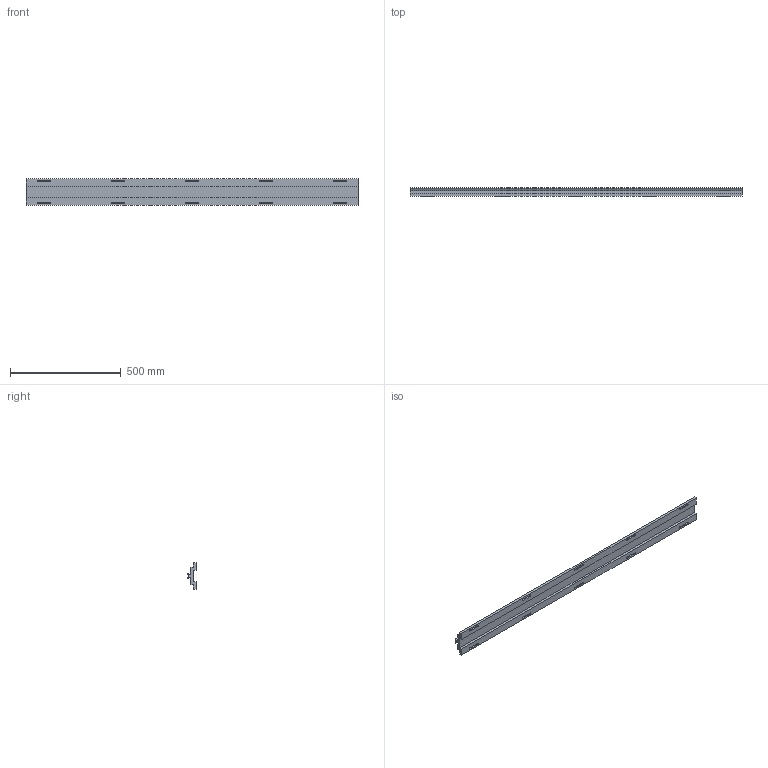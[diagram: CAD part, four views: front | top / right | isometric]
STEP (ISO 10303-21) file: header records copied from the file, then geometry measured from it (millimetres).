
FILE_DESCRIPTION (( 'STEP AP203' ), '1' );
FILE_NAME ('RAOB15-1.STEP', '2022-07-20T09:07:08', ( '' ), ( '' ), 'SwSTEP 2.0', 'SolidWorks 2021', '' );
FILE_SCHEMA (( 'CONFIG_CONTROL_DESIGN' ));
Length unit declared in the file: millimetre
Products named in the file (1): RAOB15-1
Bounding box: 1500 x 37 x 120 mm (x, y, z)
Surface area: 542899.1 mm2 (no closed solid volume)
Topology: 0 solids, 11 shells, 124 faces, 586 edges, 484 vertices
Faces by surface type: plane 84, cylinder 40
Entity records: 6037 total; most frequent: CARTESIAN_POINT 1195, DIRECTION 916, ORIENTED_EDGE 892, EDGE_CURVE 586, VECTOR 506, LINE 506, VERTEX_POINT 484, AXIS2_PLACEMENT_3D 205
